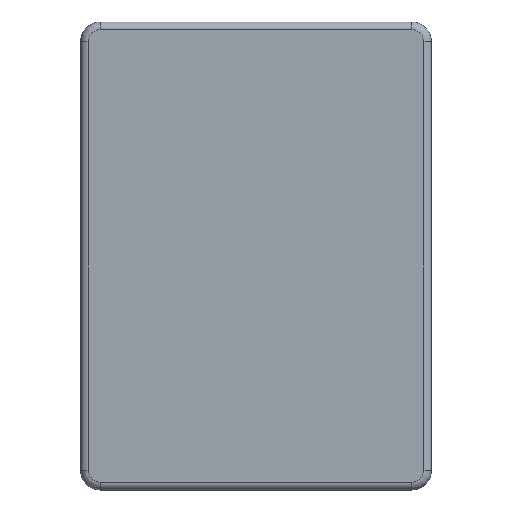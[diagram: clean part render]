
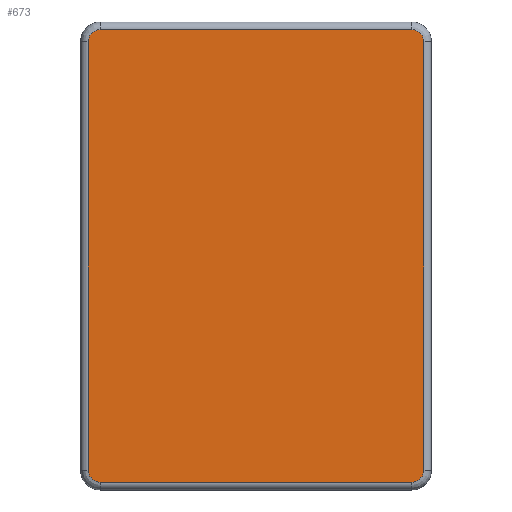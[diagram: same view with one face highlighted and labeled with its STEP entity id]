
A CAD part, top view. The second image highlights one B-rep face of the part: STEP entity #673.
In plain terms, the highlighted planar face has unit normal (0, 0, 1).
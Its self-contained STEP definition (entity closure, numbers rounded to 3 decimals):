
#598=CARTESIAN_POINT('',(49.5,-36.,2.5));
#599=DIRECTION('',(0.0,0.0,-1.0));
#600=DIRECTION('',(-1.0,0.0,0.0));
#601=AXIS2_PLACEMENT_3D('',#598,#599,#600);
#602=PLANE('',#601);
#603=CARTESIAN_POINT('',(42.5,-29.,2.5));
#604=VERTEX_POINT('',#603);
#605=CARTESIAN_POINT('',(2.5,-29.,2.5));
#606=VERTEX_POINT('',#605);
#607=CARTESIAN_POINT('',(42.5,-29.,2.5));
#608=DIRECTION('',(-1.0,0.0,0.0));
#609=VECTOR('',#608,40.);
#610=LINE('',#607,#609);
#611=EDGE_CURVE('',#604,#606,#610,.T.);
#612=ORIENTED_EDGE('',*,*,#611,.F.);
#613=CARTESIAN_POINT('',(44.,-27.5,2.5));
#614=VERTEX_POINT('',#613);
#615=CARTESIAN_POINT('',(42.5,-27.5,2.5));
#616=DIRECTION('',(0.,0.0,-1.0));
#617=DIRECTION('',(-1.0,0.0,0.));
#618=AXIS2_PLACEMENT_3D('',#615,#616,#617);
#619=CIRCLE('',#618,1.5);
#620=EDGE_CURVE('',#614,#604,#619,.T.);
#621=ORIENTED_EDGE('',*,*,#620,.F.);
#622=CARTESIAN_POINT('',(44.,27.5,2.5));
#623=VERTEX_POINT('',#622);
#624=CARTESIAN_POINT('',(44.,27.5,2.5));
#625=DIRECTION('',(0.,-1.,0.0));
#626=VECTOR('',#625,55.);
#627=LINE('',#624,#626);
#628=EDGE_CURVE('',#623,#614,#627,.T.);
#629=ORIENTED_EDGE('',*,*,#628,.F.);
#630=CARTESIAN_POINT('',(42.5,29.,2.5));
#631=VERTEX_POINT('',#630);
#632=CARTESIAN_POINT('',(42.5,27.5,2.5));
#633=DIRECTION('',(0.,0.0,-1.0));
#634=DIRECTION('',(0.,1.0,0.));
#635=AXIS2_PLACEMENT_3D('',#632,#633,#634);
#636=CIRCLE('',#635,1.5);
#637=EDGE_CURVE('',#631,#623,#636,.T.);
#638=ORIENTED_EDGE('',*,*,#637,.F.);
#639=CARTESIAN_POINT('',(2.5,29.,2.5));
#640=VERTEX_POINT('',#639);
#641=CARTESIAN_POINT('',(2.5,29.,2.5));
#642=DIRECTION('',(1.,0.,0.));
#643=VECTOR('',#642,40.);
#644=LINE('',#641,#643);
#645=EDGE_CURVE('',#640,#631,#644,.T.);
#646=ORIENTED_EDGE('',*,*,#645,.F.);
#647=CARTESIAN_POINT('',(1.,27.5,2.5));
#648=VERTEX_POINT('',#647);
#649=CARTESIAN_POINT('',(2.5,27.5,2.5));
#650=DIRECTION('',(0.,0.0,-1.0));
#651=DIRECTION('',(-1.0,0.,0.));
#652=AXIS2_PLACEMENT_3D('',#649,#650,#651);
#653=CIRCLE('',#652,1.5);
#654=EDGE_CURVE('',#648,#640,#653,.T.);
#655=ORIENTED_EDGE('',*,*,#654,.F.);
#656=CARTESIAN_POINT('',(1.,-27.5,2.5));
#657=VERTEX_POINT('',#656);
#658=CARTESIAN_POINT('',(1.,-27.5,2.5));
#659=DIRECTION('',(0.,1.,0.0));
#660=VECTOR('',#659,55.);
#661=LINE('',#658,#660);
#662=EDGE_CURVE('',#657,#648,#661,.T.);
#663=ORIENTED_EDGE('',*,*,#662,.F.);
#664=CARTESIAN_POINT('',(2.5,-27.5,2.5));
#665=DIRECTION('',(0.,0.0,-1.0));
#666=DIRECTION('',(-1.0,0.0,0.));
#667=AXIS2_PLACEMENT_3D('',#664,#665,#666);
#668=CIRCLE('',#667,1.5);
#669=EDGE_CURVE('',#606,#657,#668,.T.);
#670=ORIENTED_EDGE('',*,*,#669,.F.);
#671=EDGE_LOOP('',(#612,#621,#629,#638,#646,#655,#663,#670));
#672=FACE_OUTER_BOUND('',#671,.T.);
#673=ADVANCED_FACE('',(#672),#602,.F.);
